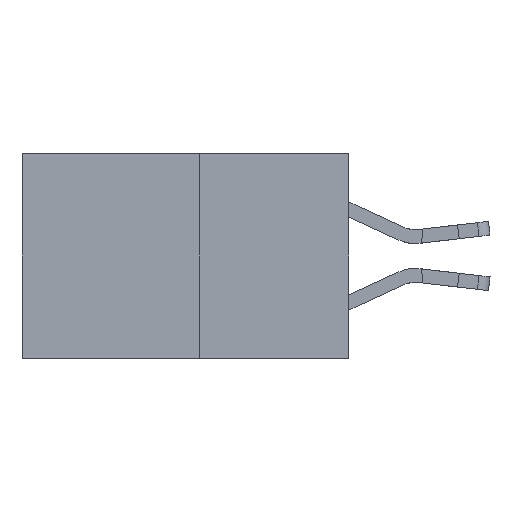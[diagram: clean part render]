
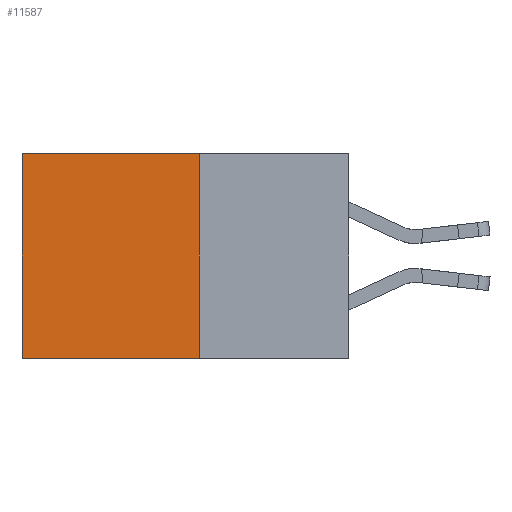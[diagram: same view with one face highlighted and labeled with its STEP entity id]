
A CAD part, left-side view. The second image highlights one B-rep face of the part: STEP entity #11587.
In plain terms, the highlighted planar face has unit normal (-1, 0, 0).
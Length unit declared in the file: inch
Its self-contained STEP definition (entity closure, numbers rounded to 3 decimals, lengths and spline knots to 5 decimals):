
#984 = VECTOR ( 'NONE', #7549, 39.37008 ) ;
#1535 = LINE ( 'NONE', #2265, #5318 ) ;
#1551 = DIRECTION ( 'NONE',  ( 0., 0., -1. ) ) ;
#2107 = ORIENTED_EDGE ( 'NONE', *, *, #17405, .F. ) ;
#2265 = CARTESIAN_POINT ( 'NONE',  ( 0.277, 0.27, 0. ) ) ;
#2489 = ORIENTED_EDGE ( 'NONE', *, *, #10216, .F. ) ;
#2986 = AXIS2_PLACEMENT_3D ( 'NONE', #20708, #11179, #1551 ) ;
#4762 = DIRECTION ( 'NONE',  ( 0., 1., 0. ) ) ;
#5318 = VECTOR ( 'NONE', #15044, 39.37008 ) ;
#5533 = VECTOR ( 'NONE', #4762, 39.37008 ) ;
#6318 = VERTEX_POINT ( 'NONE', #11564 ) ;
#6691 = EDGE_CURVE ( 'NONE', #6318, #8911, #18511, .T. ) ;
#7537 = CARTESIAN_POINT ( 'NONE',  ( 0.277, 0.59, -0.37 ) ) ;
#7549 = DIRECTION ( 'NONE',  ( 0., 0., -1. ) ) ;
#7559 = DIRECTION ( 'NONE',  ( 0., 0., -1. ) ) ;
#7577 = CARTESIAN_POINT ( 'NONE',  ( 0.277, 0.59, -0.37 ) ) ;
#8899 = CARTESIAN_POINT ( 'NONE',  ( 0.277, 0.27, 0. ) ) ;
#8911 = VERTEX_POINT ( 'NONE', #7537 ) ;
#8986 = ORIENTED_EDGE ( 'NONE', *, *, #12152, .T. ) ;
#10216 = EDGE_CURVE ( 'NONE', #16747, #20714, #19351, .T. ) ;
#11179 = DIRECTION ( 'NONE',  ( 1., 0., 0. ) ) ;
#11386 = EDGE_LOOP ( 'NONE', ( #17783, #2107, #2489, #8986 ) ) ;
#11564 = CARTESIAN_POINT ( 'NONE',  ( 0.277, 0.59, 0. ) ) ;
#11587 = ADVANCED_FACE ( 'NONE', ( #19862 ), #20637, .F. ) ;
#12152 = EDGE_CURVE ( 'NONE', #16747, #6318, #1535, .T. ) ;
#14041 = LINE ( 'NONE', #17561, #5533 ) ;
#14129 = VECTOR ( 'NONE', #7559, 39.37008 ) ;
#15044 = DIRECTION ( 'NONE',  ( 0., 1., 0. ) ) ;
#15486 = CARTESIAN_POINT ( 'NONE',  ( 0.277, 0.27, -0.37 ) ) ;
#16747 = VERTEX_POINT ( 'NONE', #8899 ) ;
#17405 = EDGE_CURVE ( 'NONE', #20714, #8911, #14041, .T. ) ;
#17459 = CARTESIAN_POINT ( 'NONE',  ( 0.277, 0.27, -0.37 ) ) ;
#17561 = CARTESIAN_POINT ( 'NONE',  ( 0.277, 0.27, -0.37 ) ) ;
#17783 = ORIENTED_EDGE ( 'NONE', *, *, #6691, .T. ) ;
#18511 = LINE ( 'NONE', #7577, #984 ) ;
#19351 = LINE ( 'NONE', #15486, #14129 ) ;
#19862 = FACE_OUTER_BOUND ( 'NONE', #11386, .T. ) ;
#20637 = PLANE ( 'NONE',  #2986 ) ;
#20708 = CARTESIAN_POINT ( 'NONE',  ( 0.277, 0.27, -0.37 ) ) ;
#20714 = VERTEX_POINT ( 'NONE', #17459 ) ;
